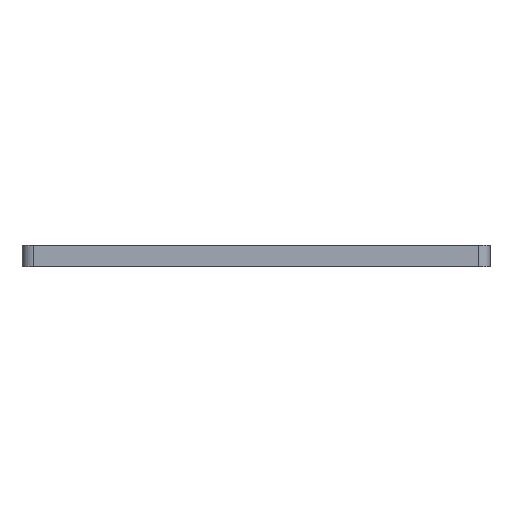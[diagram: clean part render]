
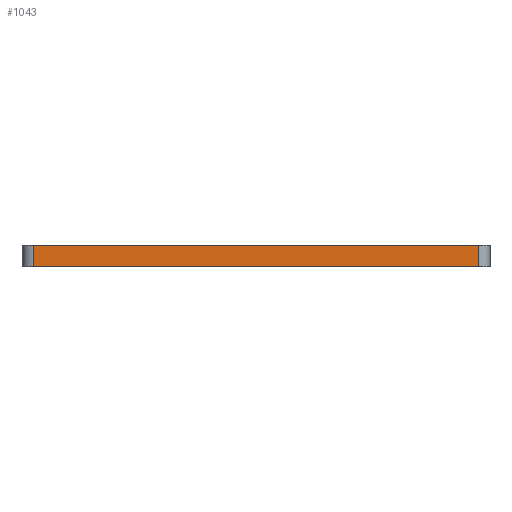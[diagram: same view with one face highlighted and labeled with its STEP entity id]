
A CAD part, front view. The second image highlights one B-rep face of the part: STEP entity #1043.
In plain terms, the highlighted planar face has unit normal (0, -1, 0).
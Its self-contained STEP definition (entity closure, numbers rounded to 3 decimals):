
#49 = VECTOR ( 'NONE', #145, 1000. ) ;
#145 = DIRECTION ( 'NONE',  ( 0., 0., -1. ) ) ;
#164 = LINE ( 'NONE', #3178, #49 ) ;
#273 = DIRECTION ( 'NONE',  ( 1., 0., 0. ) ) ;
#311 = LINE ( 'NONE', #359, #3224 ) ;
#359 = CARTESIAN_POINT ( 'NONE',  ( 83.791, -89.5, 259.44 ) ) ;
#378 = ORIENTED_EDGE ( 'NONE', *, *, #556, .T. ) ;
#481 = VECTOR ( 'NONE', #2670, 1000. ) ;
#515 = ORIENTED_EDGE ( 'NONE', *, *, #4032, .T. ) ;
#556 = EDGE_CURVE ( 'NONE', #925, #3193, #2252, .T. ) ;
#863 = EDGE_CURVE ( 'NONE', #3193, #3682, #164, .T. ) ;
#925 = VERTEX_POINT ( 'NONE', #4322 ) ;
#1043 = ADVANCED_FACE ( 'NONE', ( #1663 ), #3437, .F. ) ;
#1056 = VECTOR ( 'NONE', #273, 1000. ) ;
#1282 = ORIENTED_EDGE ( 'NONE', *, *, #863, .T. ) ;
#1337 = CARTESIAN_POINT ( 'NONE',  ( -83.791, -89.5, 0. ) ) ;
#1639 = CARTESIAN_POINT ( 'NONE',  ( -83.791, -89.5, 8. ) ) ;
#1663 = FACE_OUTER_BOUND ( 'NONE', #1724, .T. ) ;
#1714 = DIRECTION ( 'NONE',  ( 0., 0., -1. ) ) ;
#1724 = EDGE_LOOP ( 'NONE', ( #2499, #378, #1282, #515 ) ) ;
#2252 = LINE ( 'NONE', #2294, #481 ) ;
#2294 = CARTESIAN_POINT ( 'NONE',  ( -83.791, -89.5, 8. ) ) ;
#2397 = EDGE_CURVE ( 'NONE', #925, #4129, #311, .T. ) ;
#2491 = CARTESIAN_POINT ( 'NONE',  ( 83.791, -89.5, 0. ) ) ;
#2499 = ORIENTED_EDGE ( 'NONE', *, *, #2397, .F. ) ;
#2547 = AXIS2_PLACEMENT_3D ( 'NONE', #3350, #2726, #3684 ) ;
#2670 = DIRECTION ( 'NONE',  ( -1., 0., 0. ) ) ;
#2726 = DIRECTION ( 'NONE',  ( 0., 1., 0. ) ) ;
#3178 = CARTESIAN_POINT ( 'NONE',  ( -83.791, -89.5, 259.44 ) ) ;
#3193 = VERTEX_POINT ( 'NONE', #1639 ) ;
#3224 = VECTOR ( 'NONE', #1714, 1000. ) ;
#3350 = CARTESIAN_POINT ( 'NONE',  ( -83.791, -89.5, 259.44 ) ) ;
#3437 = PLANE ( 'NONE',  #2547 ) ;
#3682 = VERTEX_POINT ( 'NONE', #3753 ) ;
#3684 = DIRECTION ( 'NONE',  ( 0., 0., 1. ) ) ;
#3753 = CARTESIAN_POINT ( 'NONE',  ( -83.791, -89.5, 0. ) ) ;
#4032 = EDGE_CURVE ( 'NONE', #3682, #4129, #4061, .T. ) ;
#4061 = LINE ( 'NONE', #1337, #1056 ) ;
#4129 = VERTEX_POINT ( 'NONE', #2491 ) ;
#4322 = CARTESIAN_POINT ( 'NONE',  ( 83.791, -89.5, 8. ) ) ;
